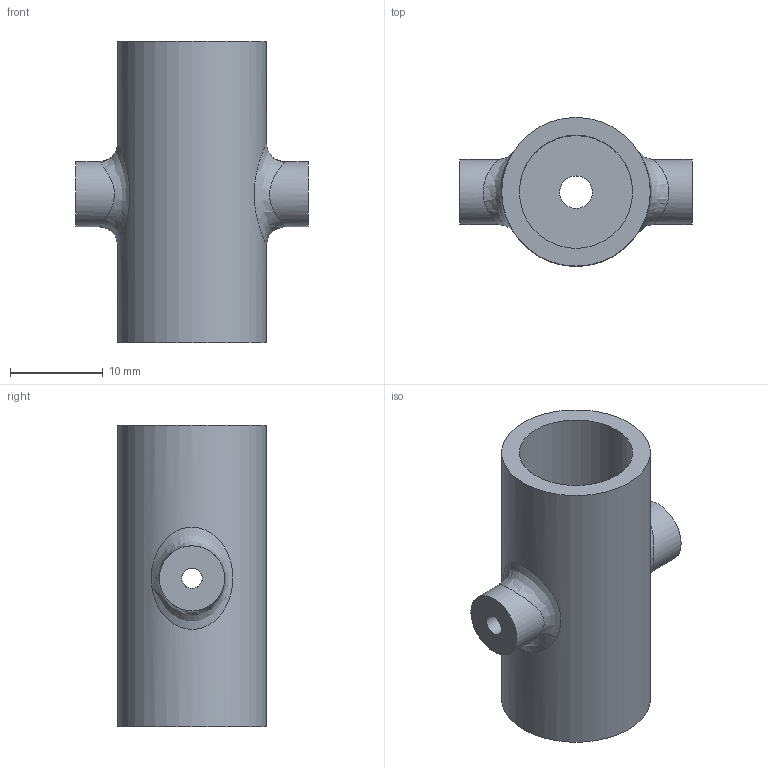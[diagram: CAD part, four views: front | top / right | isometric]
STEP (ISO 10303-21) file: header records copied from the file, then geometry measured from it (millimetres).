
FILE_DESCRIPTION(/* description */ (''),/* implementation_level */ '2;1');
FILE_NAME(/* name */ 'cross_laser_case.step',/* time_stamp */ '2021-11-13T00:42:20+01:00',/* author */ (''),/* organization */ (''),/* preprocessor_version */ 'ST-DEVELOPER v18.1',/* originating_system */ 'Autodesk Translation Framework v10.10.0.1391',/* authorisation */ '');
FILE_SCHEMA (('AUTOMOTIVE_DESIGN { 1 0 10303 214 3 1 1 }'));
Length unit declared in the file: millimetre
Products named in the file (1): Laser case
Bounding box: 25 x 16 x 32.5 mm (x, y, z)
Volume: 3285.9 mm3; surface area: 3476.5 mm2
Topology: 1 solids, 1 shells, 14 faces, 35 edges, 24 vertices
Faces by surface type: cylinder 7, plane 5, bspline 2
Full cylindrical faces by diameter (mm): 2.2 x2, 3.5 x1, 7 x2, 12.2 x1, 16 x1
Entity records: 766 total; most frequent: CARTESIAN_POINT 402, ORIENTED_EDGE 70, DIRECTION 59, EDGE_CURVE 35, AXIS2_PLACEMENT_3D 25, VERTEX_POINT 24, EDGE_LOOP 21, FACE_OUTER_BOUND 14
